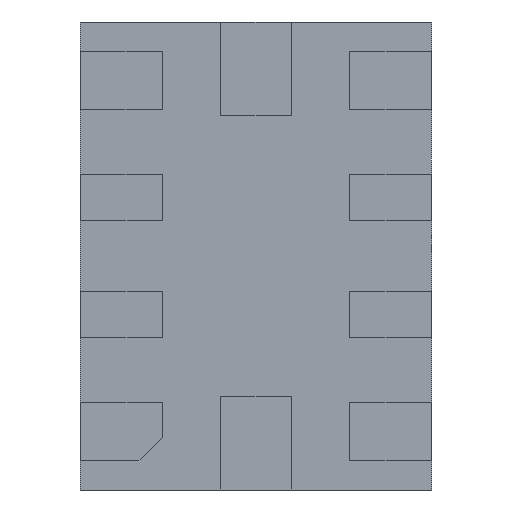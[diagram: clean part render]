
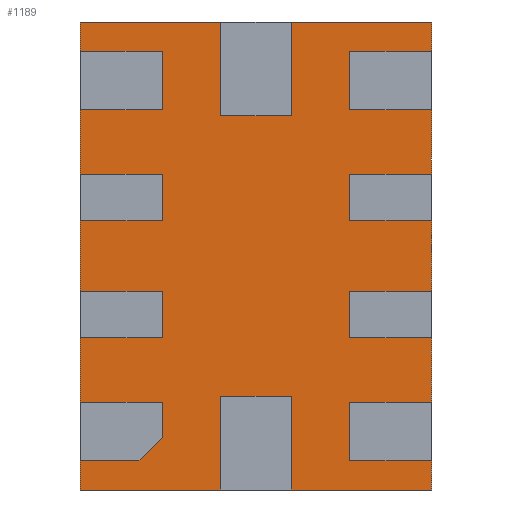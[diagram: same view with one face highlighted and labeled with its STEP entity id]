
A CAD part, front view. The second image highlights one B-rep face of the part: STEP entity #1189.
In plain terms, the highlighted planar face has unit normal (0, -1, 0).
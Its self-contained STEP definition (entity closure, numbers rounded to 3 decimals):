
#2 = VERTEX_POINT ( 'NONE', #1273 ) ;
#22 = DIRECTION ( 'NONE',  ( 0., 0., -1. ) ) ;
#30 = CARTESIAN_POINT ( 'NONE',  ( 0.75, 0.05, 1. ) ) ;
#43 = ORIENTED_EDGE ( 'NONE', *, *, #91, .F. ) ;
#84 = DIRECTION ( 'NONE',  ( 0., 0., -1. ) ) ;
#91 = EDGE_CURVE ( 'NONE', #370, #2, #121, .T. ) ;
#106 = VERTEX_POINT ( 'NONE', #167 ) ;
#121 = LINE ( 'NONE', #1785, #1353 ) ;
#167 = CARTESIAN_POINT ( 'NONE',  ( 0.75, 0.05, -1. ) ) ;
#281 = VECTOR ( 'NONE', #831, 1000. ) ;
#289 = CARTESIAN_POINT ( 'NONE',  ( -0.75, 0.05, -1. ) ) ;
#370 = VERTEX_POINT ( 'NONE', #725 ) ;
#384 = ORIENTED_EDGE ( 'NONE', *, *, #565, .F. ) ;
#565 = EDGE_CURVE ( 'NONE', #106, #370, #1723, .T. ) ;
#646 = VERTEX_POINT ( 'NONE', #30 ) ;
#721 = CARTESIAN_POINT ( 'NONE',  ( 0.75, 0.05, 1. ) ) ;
#725 = CARTESIAN_POINT ( 'NONE',  ( -0.75, 0.05, -1. ) ) ;
#743 = EDGE_CURVE ( 'NONE', #2, #646, #1938, .T. ) ;
#831 = DIRECTION ( 'NONE',  ( -1., 0., 0. ) ) ;
#845 = PLANE ( 'NONE',  #1334 ) ;
#1007 = FACE_OUTER_BOUND ( 'NONE', #1699, .T. ) ;
#1020 = DIRECTION ( 'NONE',  ( 0., -1., 0. ) ) ;
#1104 = VECTOR ( 'NONE', #1187, 1000. ) ;
#1150 = LINE ( 'NONE', #721, #1326 ) ;
#1169 = CARTESIAN_POINT ( 'NONE',  ( -0.75, 0.05, 1. ) ) ;
#1187 = DIRECTION ( 'NONE',  ( 1., 0., 0. ) ) ;
#1189 = ADVANCED_FACE ( 'NONE', ( #1007 ), #845, .T. ) ;
#1273 = CARTESIAN_POINT ( 'NONE',  ( -0.75, 0.05, 1. ) ) ;
#1326 = VECTOR ( 'NONE', #84, 1000. ) ;
#1334 = AXIS2_PLACEMENT_3D ( 'NONE', #1485, #1020, #22 ) ;
#1353 = VECTOR ( 'NONE', #1477, 1000. ) ;
#1395 = EDGE_CURVE ( 'NONE', #646, #106, #1150, .T. ) ;
#1477 = DIRECTION ( 'NONE',  ( 0., 0., 1. ) ) ;
#1485 = CARTESIAN_POINT ( 'NONE',  ( 0., 0.05, 0. ) ) ;
#1601 = ORIENTED_EDGE ( 'NONE', *, *, #1395, .F. ) ;
#1699 = EDGE_LOOP ( 'NONE', ( #1601, #1712, #43, #384 ) ) ;
#1712 = ORIENTED_EDGE ( 'NONE', *, *, #743, .F. ) ;
#1723 = LINE ( 'NONE', #289, #281 ) ;
#1785 = CARTESIAN_POINT ( 'NONE',  ( -0.75, 0.05, 1. ) ) ;
#1938 = LINE ( 'NONE', #1169, #1104 ) ;
